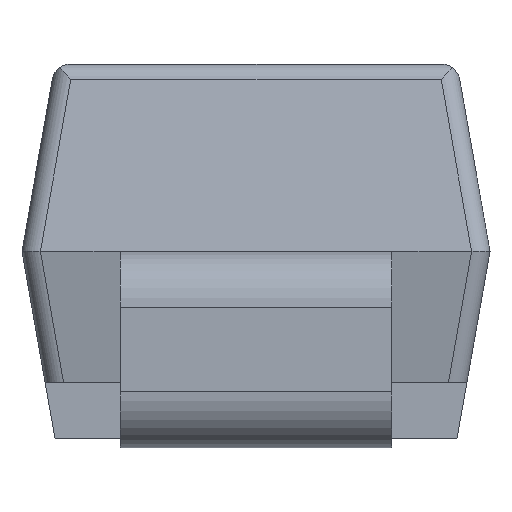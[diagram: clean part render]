
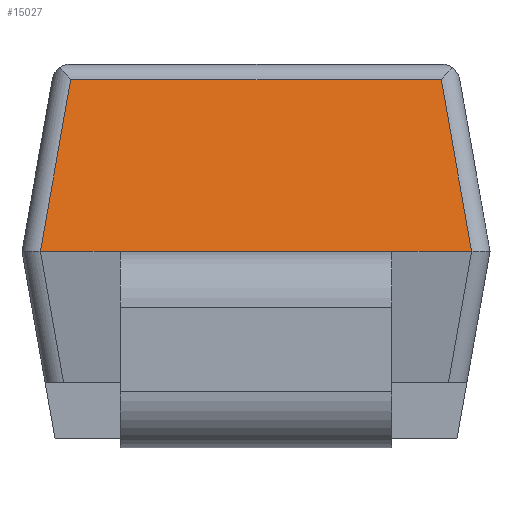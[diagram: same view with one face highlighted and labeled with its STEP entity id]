
A CAD part, left-side view. The second image highlights one B-rep face of the part: STEP entity #15027.
In plain terms, the highlighted planar face has unit normal (-0.985, 0, 0.174).
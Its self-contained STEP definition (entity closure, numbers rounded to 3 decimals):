
#319 = VERTEX_POINT ( 'NONE', #15075 ) ;
#1285 = CARTESIAN_POINT ( 'NONE',  ( -2.125, 0.725, 0. ) ) ;
#1644 = LINE ( 'NONE', #6978, #1740 ) ;
#1697 = ORIENTED_EDGE ( 'NONE', *, *, #16737, .T. ) ;
#1740 = VECTOR ( 'NONE', #5824, 1000. ) ;
#1755 = EDGE_CURVE ( 'NONE', #319, #10446, #9756, .T. ) ;
#2557 = EDGE_LOOP ( 'NONE', ( #11138, #3356, #8535, #1697, #10454, #7403 ) ) ;
#2793 = EDGE_CURVE ( 'NONE', #7973, #9901, #7130, .T. ) ;
#3066 = VECTOR ( 'NONE', #3625, 1000. ) ;
#3286 = CARTESIAN_POINT ( 'NONE',  ( -2.055, -1.081, 0.399 ) ) ;
#3356 = ORIENTED_EDGE ( 'NONE', *, *, #15326, .T. ) ;
#3625 = DIRECTION ( 'NONE',  ( -0.171, 0.171, -0.97 ) ) ;
#4078 = DIRECTION ( 'NONE',  ( -0.985, 0., 0.174 ) ) ;
#4158 = CARTESIAN_POINT ( 'NONE',  ( -2.125, 1.25, 0. ) ) ;
#4373 = DIRECTION ( 'NONE',  ( 0., -1., 0. ) ) ;
#5413 = PLANE ( 'NONE',  #12610 ) ;
#5824 = DIRECTION ( 'NONE',  ( 0., -1., 0. ) ) ;
#5975 = CARTESIAN_POINT ( 'NONE',  ( -2.125, -0.725, 0. ) ) ;
#6812 = FACE_OUTER_BOUND ( 'NONE', #2557, .T. ) ;
#6978 = CARTESIAN_POINT ( 'NONE',  ( -2.125, 1.25, 0. ) ) ;
#7130 = LINE ( 'NONE', #12490, #7767 ) ;
#7403 = ORIENTED_EDGE ( 'NONE', *, *, #8492, .T. ) ;
#7477 = VERTEX_POINT ( 'NONE', #9682 ) ;
#7539 = VERTEX_POINT ( 'NONE', #5975 ) ;
#7767 = VECTOR ( 'NONE', #8182, 1000. ) ;
#7973 = VERTEX_POINT ( 'NONE', #10961 ) ;
#8182 = DIRECTION ( 'NONE',  ( 0., 1., 0. ) ) ;
#8492 = EDGE_CURVE ( 'NONE', #7477, #7973, #8932, .T. ) ;
#8535 = ORIENTED_EDGE ( 'NONE', *, *, #1755, .T. ) ;
#8932 = LINE ( 'NONE', #3286, #12949 ) ;
#9398 = CARTESIAN_POINT ( 'NONE',  ( -1.963, 0.99, 0.917 ) ) ;
#9539 = DIRECTION ( 'NONE',  ( 0., -1., 0. ) ) ;
#9682 = CARTESIAN_POINT ( 'NONE',  ( -2.125, -1.152, 0. ) ) ;
#9756 = LINE ( 'NONE', #13804, #14735 ) ;
#9901 = VERTEX_POINT ( 'NONE', #9398 ) ;
#10195 = EDGE_CURVE ( 'NONE', #7539, #7477, #12179, .T. ) ;
#10446 = VERTEX_POINT ( 'NONE', #1285 ) ;
#10454 = ORIENTED_EDGE ( 'NONE', *, *, #10195, .T. ) ;
#10961 = CARTESIAN_POINT ( 'NONE',  ( -1.963, -0.99, 0.917 ) ) ;
#11138 = ORIENTED_EDGE ( 'NONE', *, *, #2793, .T. ) ;
#11727 = CARTESIAN_POINT ( 'NONE',  ( -2.128, 1.154, -0.016 ) ) ;
#11989 = LINE ( 'NONE', #11727, #3066 ) ;
#12179 = LINE ( 'NONE', #4158, #15461 ) ;
#12490 = CARTESIAN_POINT ( 'NONE',  ( -1.963, 1.074, 0.917 ) ) ;
#12610 = AXIS2_PLACEMENT_3D ( 'NONE', #17224, #4078, #13312 ) ;
#12949 = VECTOR ( 'NONE', #12970, 1000. ) ;
#12970 = DIRECTION ( 'NONE',  ( 0.171, 0.171, 0.97 ) ) ;
#13312 = DIRECTION ( 'NONE',  ( 0.174, 0., 0.985 ) ) ;
#13804 = CARTESIAN_POINT ( 'NONE',  ( -2.125, 1.25, 0. ) ) ;
#14735 = VECTOR ( 'NONE', #4373, 1000. ) ;
#15027 = ADVANCED_FACE ( 'NONE', ( #6812 ), #5413, .T. ) ;
#15075 = CARTESIAN_POINT ( 'NONE',  ( -2.125, 1.152, 0. ) ) ;
#15326 = EDGE_CURVE ( 'NONE', #9901, #319, #11989, .T. ) ;
#15461 = VECTOR ( 'NONE', #9539, 1000. ) ;
#16737 = EDGE_CURVE ( 'NONE', #10446, #7539, #1644, .T. ) ;
#17224 = CARTESIAN_POINT ( 'NONE',  ( -2.125, 1.25, 0. ) ) ;
